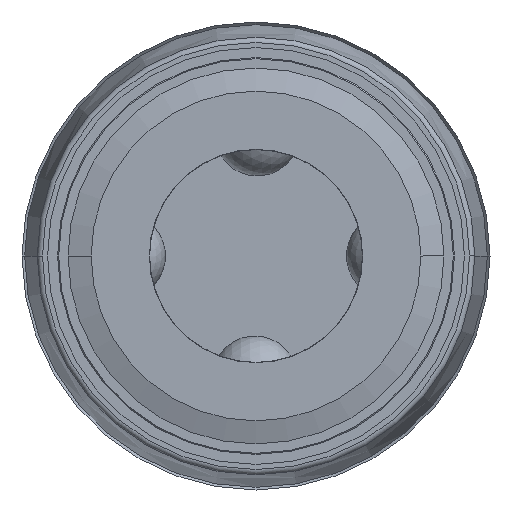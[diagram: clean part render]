
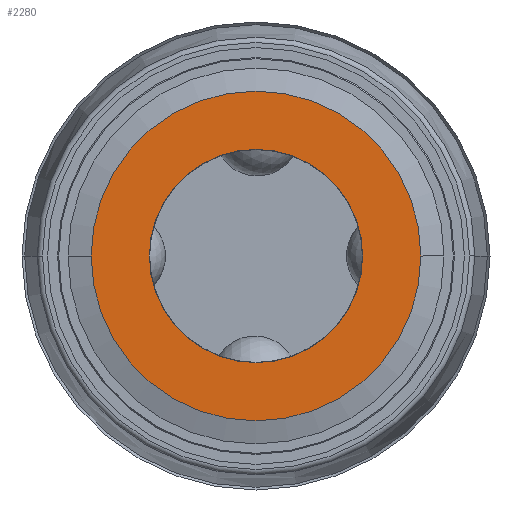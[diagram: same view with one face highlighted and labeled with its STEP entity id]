
A CAD part, front view. The second image highlights one B-rep face of the part: STEP entity #2280.
In plain terms, the highlighted planar face has unit normal (0, -1, 0).
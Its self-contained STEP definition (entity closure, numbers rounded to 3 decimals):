
#2=CARTESIAN_POINT('',(0.,0.,0.));
#3=DIRECTION('',(0.,-1.,0.));
#4=DIRECTION('',(1.,0.,0.));
#5=AXIS2_PLACEMENT_3D('',#2,#3,#4);
#7=CARTESIAN_POINT('',(0.,0.,0.));
#8=DIRECTION('',(0.,1.,0.));
#9=DIRECTION('',(1.,0.,0.));
#10=AXIS2_PLACEMENT_3D('',#7,#8,#9);
#20=CARTESIAN_POINT('',(0.,0.,0.));
#21=DIRECTION('',(0.,1.,0.));
#22=DIRECTION('',(1.,0.,0.));
#23=AXIS2_PLACEMENT_3D('',#20,#21,#22);
#25=CARTESIAN_POINT('',(0.,0.,0.));
#26=DIRECTION('',(0.,-1.,0.));
#27=DIRECTION('',(1.,0.,0.));
#28=AXIS2_PLACEMENT_3D('',#25,#26,#27);
#2187=CARTESIAN_POINT('',(10.025,0.,0.));
#2188=CARTESIAN_POINT('',(-10.025,0.,0.));
#2189=VERTEX_POINT('',#2187);
#2190=VERTEX_POINT('',#2188);
#2191=CARTESIAN_POINT('',(15.5,0.,0.));
#2192=CARTESIAN_POINT('',(-15.5,0.,0.));
#2193=VERTEX_POINT('',#2191);
#2194=VERTEX_POINT('',#2192);
#2263=CARTESIAN_POINT('',(0.,0.,0.));
#2264=DIRECTION('',(0.,-1.,0.));
#2265=DIRECTION('',(-1.,0.,0.));
#2266=AXIS2_PLACEMENT_3D('',#2263,#2264,#2265);
#2267=PLANE('',#2266);
#2269=ORIENTED_EDGE('',*,*,#2268,.T.);
#2271=ORIENTED_EDGE('',*,*,#2270,.F.);
#2272=EDGE_LOOP('',(#2269,#2271));
#2273=FACE_OUTER_BOUND('',#2272,.F.);
#2275=ORIENTED_EDGE('',*,*,#2274,.T.);
#2277=ORIENTED_EDGE('',*,*,#2276,.F.);
#2278=EDGE_LOOP('',(#2275,#2277));
#2279=FACE_BOUND('',#2278,.F.);
#2280=ADVANCED_FACE('',(#2273,#2279),#2267,.T.);
#6=CIRCLE('',#5,10.025);
#11=CIRCLE('',#10,10.025);
#24=CIRCLE('',#23,15.5);
#29=CIRCLE('',#28,15.5);
#2268=EDGE_CURVE('',#2193,#2194,#24,.T.);
#2270=EDGE_CURVE('',#2193,#2194,#29,.T.);
#2274=EDGE_CURVE('',#2189,#2190,#6,.T.);
#2276=EDGE_CURVE('',#2189,#2190,#11,.T.);
